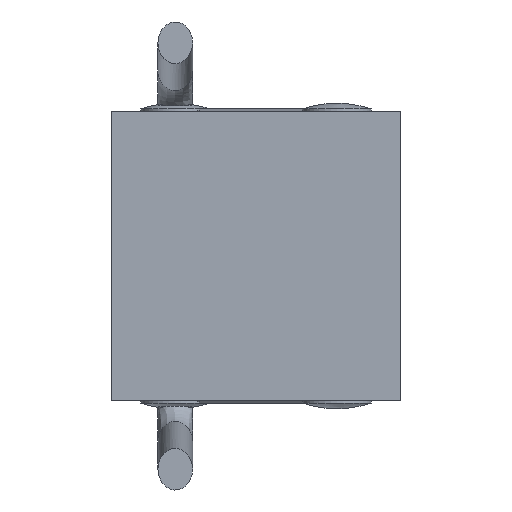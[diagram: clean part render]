
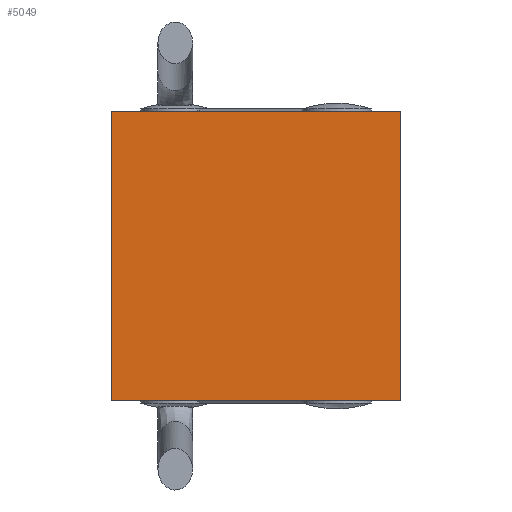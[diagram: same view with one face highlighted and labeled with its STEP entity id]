
A CAD part, front view. The second image highlights one B-rep face of the part: STEP entity #5049.
In plain terms, the highlighted planar face has unit normal (0, -1, 0).
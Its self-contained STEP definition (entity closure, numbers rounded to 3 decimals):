
#33 = CARTESIAN_POINT ( 'NONE',  ( 2.5, -0.51, 2.5 ) ) ;
#425 = CARTESIAN_POINT ( 'NONE',  ( 2.5, -0.51, 2.5 ) ) ;
#656 = DIRECTION ( 'NONE',  ( 0., 0., 1. ) ) ;
#700 = DIRECTION ( 'NONE',  ( -1., 0., 0. ) ) ;
#1008 = EDGE_CURVE ( 'NONE', #9374, #4090, #5163, .T. ) ;
#1582 = PLANE ( 'NONE',  #6189 ) ;
#1606 = CARTESIAN_POINT ( 'NONE',  ( 2.5, -0.51, 2.5 ) ) ;
#2295 = EDGE_CURVE ( 'NONE', #11583, #5677, #10412, .T. ) ;
#2692 = FACE_OUTER_BOUND ( 'NONE', #3229, .T. ) ;
#2711 = EDGE_CURVE ( 'NONE', #5677, #9374, #5125, .T. ) ;
#2900 = EDGE_CURVE ( 'NONE', #4090, #11583, #11864, .T. ) ;
#3229 = EDGE_LOOP ( 'NONE', ( #12634, #3399, #6115, #10271 ) ) ;
#3399 = ORIENTED_EDGE ( 'NONE', *, *, #2900, .T. ) ;
#4090 = VERTEX_POINT ( 'NONE', #11634 ) ;
#5049 = ADVANCED_FACE ( 'NONE', ( #2692 ), #1582, .F. ) ;
#5069 = DIRECTION ( 'NONE',  ( 0., 0., -1. ) ) ;
#5125 = LINE ( 'NONE', #425, #9202 ) ;
#5163 = LINE ( 'NONE', #5554, #12880 ) ;
#5460 = CARTESIAN_POINT ( 'NONE',  ( -2.5, -0.51, 2.5 ) ) ;
#5554 = CARTESIAN_POINT ( 'NONE',  ( -2.5, -0.51, 2.5 ) ) ;
#5677 = VERTEX_POINT ( 'NONE', #1606 ) ;
#6115 = ORIENTED_EDGE ( 'NONE', *, *, #2295, .T. ) ;
#6189 = AXIS2_PLACEMENT_3D ( 'NONE', #12746, #6706, #656 ) ;
#6507 = VECTOR ( 'NONE', #9950, 1000. ) ;
#6706 = DIRECTION ( 'NONE',  ( 0., 1., 0. ) ) ;
#7096 = DIRECTION ( 'NONE',  ( 0., 0., 1. ) ) ;
#7751 = VECTOR ( 'NONE', #7096, 1000. ) ;
#8074 = CARTESIAN_POINT ( 'NONE',  ( 2.5, -0.51, -2.5 ) ) ;
#9202 = VECTOR ( 'NONE', #700, 1000. ) ;
#9225 = CARTESIAN_POINT ( 'NONE',  ( 2.5, -0.51, -2.5 ) ) ;
#9374 = VERTEX_POINT ( 'NONE', #5460 ) ;
#9950 = DIRECTION ( 'NONE',  ( 1., 0., 0. ) ) ;
#10271 = ORIENTED_EDGE ( 'NONE', *, *, #2711, .T. ) ;
#10412 = LINE ( 'NONE', #33, #7751 ) ;
#11583 = VERTEX_POINT ( 'NONE', #9225 ) ;
#11634 = CARTESIAN_POINT ( 'NONE',  ( -2.5, -0.51, -2.5 ) ) ;
#11864 = LINE ( 'NONE', #8074, #6507 ) ;
#12634 = ORIENTED_EDGE ( 'NONE', *, *, #1008, .T. ) ;
#12746 = CARTESIAN_POINT ( 'NONE',  ( 0., -0.51, 0. ) ) ;
#12880 = VECTOR ( 'NONE', #5069, 1000. ) ;
